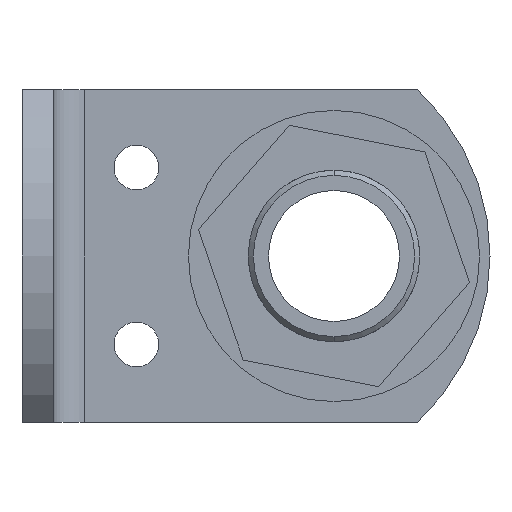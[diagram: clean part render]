
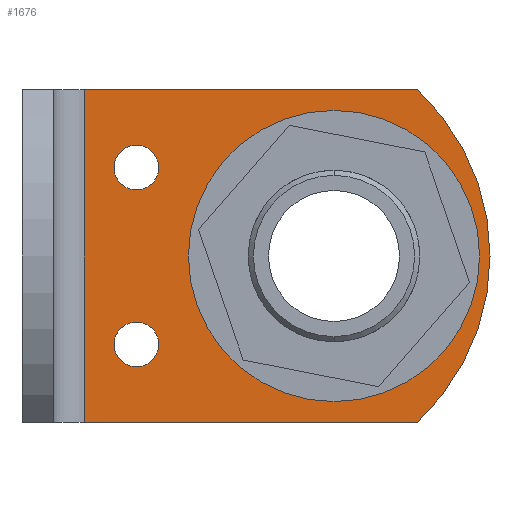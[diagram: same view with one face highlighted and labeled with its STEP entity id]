
A CAD part, front view. The second image highlights one B-rep face of the part: STEP entity #1676.
In plain terms, the highlighted face is planar.
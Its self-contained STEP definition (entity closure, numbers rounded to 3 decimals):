
#73 = VERTEX_POINT ( 'NONE', #1509 ) ;
#86 = CARTESIAN_POINT ( 'NONE',  ( 11., 3., -8.5 ) ) ;
#104 = EDGE_CURVE ( 'NONE', #1609, #1417, #325, .T. ) ;
#108 = AXIS2_PLACEMENT_3D ( 'NONE', #86, #1400, #1418 ) ;
#171 = ORIENTED_EDGE ( 'NONE', *, *, #104, .F. ) ;
#199 = DIRECTION ( 'NONE',  ( 0., 0., 1. ) ) ;
#217 = ORIENTED_EDGE ( 'NONE', *, *, #794, .F. ) ;
#251 = CIRCLE ( 'NONE', #1560, 2.15 ) ;
#283 = EDGE_CURVE ( 'NONE', #73, #358, #251, .T. ) ;
#284 = VECTOR ( 'NONE', #1783, 1000. ) ;
#286 = VERTEX_POINT ( 'NONE', #1756 ) ;
#304 = DIRECTION ( 'NONE',  ( 0., 0., 1. ) ) ;
#309 = VERTEX_POINT ( 'NONE', #1730 ) ;
#310 = DIRECTION ( 'NONE',  ( 0., 1., 0. ) ) ;
#317 = CARTESIAN_POINT ( 'NONE',  ( 11., 3., 8.5 ) ) ;
#325 = LINE ( 'NONE', #1296, #284 ) ;
#358 = VERTEX_POINT ( 'NONE', #1199 ) ;
#372 = EDGE_LOOP ( 'NONE', ( #1272, #171, #914, #444 ) ) ;
#394 = EDGE_LOOP ( 'NONE', ( #923, #1686 ) ) ;
#410 = DIRECTION ( 'NONE',  ( 0., 0., 1. ) ) ;
#436 = DIRECTION ( 'NONE',  ( 0., 1., 0. ) ) ;
#444 = ORIENTED_EDGE ( 'NONE', *, *, #1145, .T. ) ;
#451 = CARTESIAN_POINT ( 'NONE',  ( 23.214, 3., 0. ) ) ;
#468 = CIRCLE ( 'NONE', #1455, 2.15 ) ;
#489 = FACE_BOUND ( 'NONE', #1774, .T. ) ;
#506 = DIRECTION ( 'NONE',  ( 0., 0., 1. ) ) ;
#520 = CARTESIAN_POINT ( 'NONE',  ( 30., 3., 0. ) ) ;
#541 = ORIENTED_EDGE ( 'NONE', *, *, #595, .F. ) ;
#555 = DIRECTION ( 'NONE',  ( 0., 1., 0. ) ) ;
#557 = DIRECTION ( 'NONE',  ( 0., 1., 0. ) ) ;
#562 = CARTESIAN_POINT ( 'NONE',  ( 30., 3., 0. ) ) ;
#573 = LINE ( 'NONE', #1397, #1185 ) ;
#592 = CARTESIAN_POINT ( 'NONE',  ( 6., 3., -16. ) ) ;
#595 = EDGE_CURVE ( 'NONE', #358, #73, #1029, .T. ) ;
#620 = CARTESIAN_POINT ( 'NONE',  ( 38., 3., -16. ) ) ;
#643 = EDGE_CURVE ( 'NONE', #811, #1609, #1188, .T. ) ;
#647 = DIRECTION ( 'NONE',  ( 0., 0., 1. ) ) ;
#669 = PLANE ( 'NONE',  #1415 ) ;
#698 = CARTESIAN_POINT ( 'NONE',  ( 6., 3., 16. ) ) ;
#729 = DIRECTION ( 'NONE',  ( 0., 0., -1. ) ) ;
#794 = EDGE_CURVE ( 'NONE', #882, #309, #1791, .T. ) ;
#797 = AXIS2_PLACEMENT_3D ( 'NONE', #1758, #1692, #1681 ) ;
#803 = CARTESIAN_POINT ( 'NONE',  ( 30., 3., 8.6 ) ) ;
#811 = VERTEX_POINT ( 'NONE', #1215 ) ;
#833 = FACE_OUTER_BOUND ( 'NONE', #372, .T. ) ;
#853 = EDGE_CURVE ( 'NONE', #1385, #1274, #1078, .T. ) ;
#865 = FACE_BOUND ( 'NONE', #394, .T. ) ;
#882 = VERTEX_POINT ( 'NONE', #1748 ) ;
#914 = ORIENTED_EDGE ( 'NONE', *, *, #643, .F. ) ;
#923 = ORIENTED_EDGE ( 'NONE', *, *, #1753, .F. ) ;
#999 = CIRCLE ( 'NONE', #1271, 21.786 ) ;
#1029 = CIRCLE ( 'NONE', #108, 2.15 ) ;
#1048 = CARTESIAN_POINT ( 'NONE',  ( 0., 3., 16. ) ) ;
#1078 = CIRCLE ( 'NONE', #1196, 8.6 ) ;
#1080 = CARTESIAN_POINT ( 'NONE',  ( 30., 3., -8.6 ) ) ;
#1145 = EDGE_CURVE ( 'NONE', #811, #286, #573, .T. ) ;
#1185 = VECTOR ( 'NONE', #1401, 1000. ) ;
#1188 = LINE ( 'NONE', #698, #1360 ) ;
#1196 = AXIS2_PLACEMENT_3D ( 'NONE', #562, #555, #506 ) ;
#1199 = CARTESIAN_POINT ( 'NONE',  ( 11., 3., -10.65 ) ) ;
#1215 = CARTESIAN_POINT ( 'NONE',  ( 6., 3., 16. ) ) ;
#1271 = AXIS2_PLACEMENT_3D ( 'NONE', #451, #436, #410 ) ;
#1272 = ORIENTED_EDGE ( 'NONE', *, *, #1437, .T. ) ;
#1274 = VERTEX_POINT ( 'NONE', #1080 ) ;
#1296 = CARTESIAN_POINT ( 'NONE',  ( 0., 3., -16. ) ) ;
#1360 = VECTOR ( 'NONE', #729, 1000. ) ;
#1385 = VERTEX_POINT ( 'NONE', #803 ) ;
#1392 = DIRECTION ( 'NONE',  ( 0., 1., 0. ) ) ;
#1397 = CARTESIAN_POINT ( 'NONE',  ( 0., 3., 16. ) ) ;
#1400 = DIRECTION ( 'NONE',  ( 0., 1., 0. ) ) ;
#1401 = DIRECTION ( 'NONE',  ( 1., 0., 0. ) ) ;
#1415 = AXIS2_PLACEMENT_3D ( 'NONE', #1048, #557, #199 ) ;
#1417 = VERTEX_POINT ( 'NONE', #620 ) ;
#1418 = DIRECTION ( 'NONE',  ( 0., 0., 1. ) ) ;
#1425 = EDGE_LOOP ( 'NONE', ( #541, #1561 ) ) ;
#1437 = EDGE_CURVE ( 'NONE', #286, #1417, #999, .T. ) ;
#1455 = AXIS2_PLACEMENT_3D ( 'NONE', #317, #310, #304 ) ;
#1472 = EDGE_CURVE ( 'NONE', #309, #882, #468, .T. ) ;
#1499 = FACE_BOUND ( 'NONE', #1425, .T. ) ;
#1506 = AXIS2_PLACEMENT_3D ( 'NONE', #520, #1392, #647 ) ;
#1509 = CARTESIAN_POINT ( 'NONE',  ( 11., 3., -6.35 ) ) ;
#1560 = AXIS2_PLACEMENT_3D ( 'NONE', #1574, #1600, #1788 ) ;
#1561 = ORIENTED_EDGE ( 'NONE', *, *, #283, .F. ) ;
#1574 = CARTESIAN_POINT ( 'NONE',  ( 11., 3., -8.5 ) ) ;
#1600 = DIRECTION ( 'NONE',  ( 0., 1., 0. ) ) ;
#1609 = VERTEX_POINT ( 'NONE', #592 ) ;
#1676 = ADVANCED_FACE ( 'NONE', ( #489, #1499, #865, #833 ), #669, .T. ) ;
#1681 = DIRECTION ( 'NONE',  ( 0., 0., 1. ) ) ;
#1686 = ORIENTED_EDGE ( 'NONE', *, *, #853, .F. ) ;
#1687 = ORIENTED_EDGE ( 'NONE', *, *, #1472, .F. ) ;
#1692 = DIRECTION ( 'NONE',  ( 0., 1., 0. ) ) ;
#1716 = CIRCLE ( 'NONE', #1506, 8.6 ) ;
#1730 = CARTESIAN_POINT ( 'NONE',  ( 11., 3., 10.65 ) ) ;
#1748 = CARTESIAN_POINT ( 'NONE',  ( 11., 3., 6.35 ) ) ;
#1753 = EDGE_CURVE ( 'NONE', #1274, #1385, #1716, .T. ) ;
#1756 = CARTESIAN_POINT ( 'NONE',  ( 38., 3., 16. ) ) ;
#1758 = CARTESIAN_POINT ( 'NONE',  ( 11., 3., 8.5 ) ) ;
#1774 = EDGE_LOOP ( 'NONE', ( #217, #1687 ) ) ;
#1783 = DIRECTION ( 'NONE',  ( 1., 0., 0. ) ) ;
#1788 = DIRECTION ( 'NONE',  ( 0., 0., 1. ) ) ;
#1791 = CIRCLE ( 'NONE', #797, 2.15 ) ;
